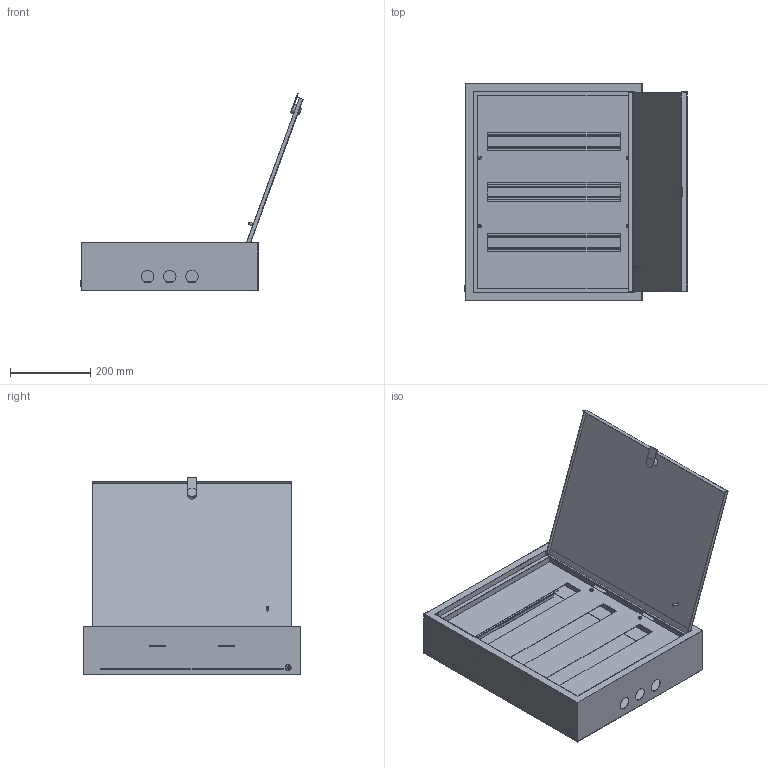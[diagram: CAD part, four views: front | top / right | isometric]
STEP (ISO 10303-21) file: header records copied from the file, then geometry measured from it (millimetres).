
FILE_DESCRIPTION (( 'STEP AP214' ), '1' );
FILE_NAME ('ShRN-54_IP31.STEP', '2016-11-14T05:33:11', ( 'user' ), ( '' ), 'SwSTEP 2.0', 'SolidWorks 2014', '' );
FILE_SCHEMA (( 'AUTOMOTIVE_DESIGN' ));
Length unit declared in the file: millimetre
Products named in the file (7): DIN-Reika_18 ｢箘ｬ箘｢; SC GOST 17473_gost_‚¨­â A.M5x10 ƒŽ‘’ 17473-80; Reika_702.002-05; Panel_剞ｭ-54; ShRN-54_IP31; Dver_SHRN_54; Obolochka_SHRN_54
Assembly tree (24 placements, depth 2):
  ShRN-54_IP31
    Obolochka_SHRN_54
    Dver_SHRN_54
    DIN-Reika_18 ｢箘ｬ箘｢  x3
    Panel_剞ｭ-54
    SC GOST 17473_gost_‚¨­â A.M5x10 ƒŽ‘’ 17473-80  x16
    Reika_702.002-05  x2
Bounding box: 552.28 x 540 x 491.27 mm (x, y, z)
Volume: 1030966.4 mm3; surface area: 2083862.8 mm2
Topology: 31 solids, 31 shells, 551 faces, 1274 edges, 812 vertices
Faces by surface type: plane 327, cylinder 188, sphere 32, cone 4
Entity records: 9620 total; most frequent: DIRECTION 1651, CARTESIAN_POINT 1559, ORIENTED_EDGE 1494, EDGE_CURVE 747, AXIS2_PLACEMENT_3D 576, VECTOR 499, LINE 499, VERTEX_POINT 484
